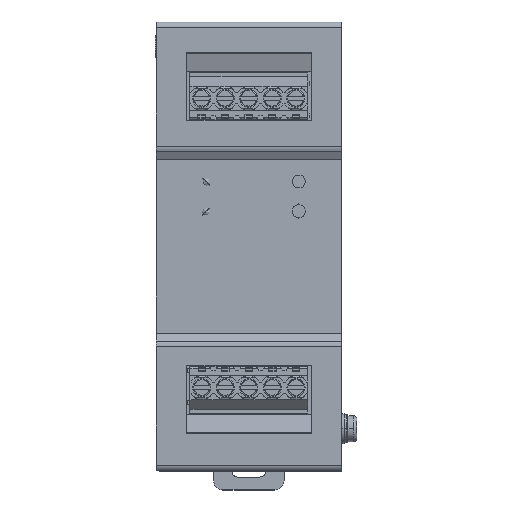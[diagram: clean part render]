
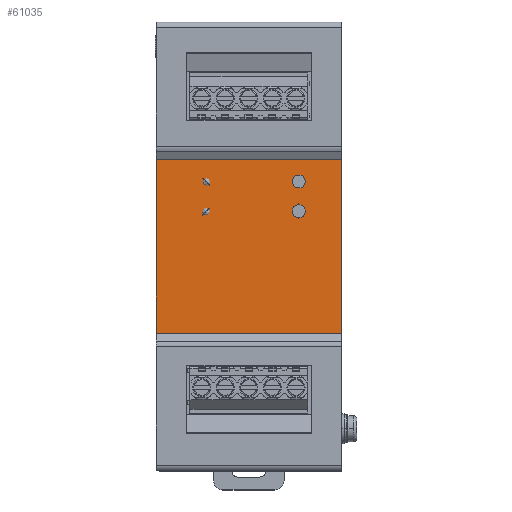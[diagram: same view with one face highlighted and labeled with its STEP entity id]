
A CAD part, top view. The second image highlights one B-rep face of the part: STEP entity #61035.
In plain terms, the highlighted face is planar.
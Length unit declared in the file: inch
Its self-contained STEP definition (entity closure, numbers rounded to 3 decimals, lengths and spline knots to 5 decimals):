
#67 = VERTEX_POINT ( 'NONE', #30355 ) ;
#1772 = CARTESIAN_POINT ( 'NONE',  ( -1.9685, -1.46063, 0.06299 ) ) ;
#6542 = VERTEX_POINT ( 'NONE', #47732 ) ;
#7736 = VERTEX_POINT ( 'NONE', #1772 ) ;
#10931 = CARTESIAN_POINT ( 'NONE',  ( -0.45276, -3.07087, 0.06299 ) ) ;
#10939 = ORIENTED_EDGE ( 'NONE', *, *, #18924, .F. ) ;
#12011 = DIRECTION ( 'NONE',  ( 0., 1., 0. ) ) ;
#12095 = DIRECTION ( 'NONE',  ( 0., 0., -1. ) ) ;
#12168 = CARTESIAN_POINT ( 'NONE',  ( -0.45276, -3.07087, 0.06299 ) ) ;
#13727 = CARTESIAN_POINT ( 'NONE',  ( 0., -1.46063, 0.06299 ) ) ;
#13831 = DIRECTION ( 'NONE',  ( 0., 0., -1. ) ) ;
#13896 = DIRECTION ( 'NONE',  ( -1., 0., 0. ) ) ;
#13915 = DIRECTION ( 'NONE',  ( 0., 1., 0. ) ) ;
#15683 = VERTEX_POINT ( 'NONE', #64045 ) ;
#18362 = DIRECTION ( 'NONE',  ( 0., 1., 0. ) ) ;
#18924 = EDGE_CURVE ( 'NONE', #15683, #60346, #69405, .T. ) ;
#19985 = EDGE_CURVE ( 'NONE', #43651, #67, #45764, .T. ) ;
#20107 = AXIS2_PLACEMENT_3D ( 'NONE', #24099, #13831, #13915 ) ;
#20237 = AXIS2_PLACEMENT_3D ( 'NONE', #10931, #26067, #18362 ) ;
#21341 = CARTESIAN_POINT ( 'NONE',  ( 0., -3.30709, 0.06299 ) ) ;
#21474 = AXIS2_PLACEMENT_3D ( 'NONE', #12168, #12095, #12011 ) ;
#24099 = CARTESIAN_POINT ( 'NONE',  ( -0.45276, -2.75591, 0.06299 ) ) ;
#26067 = DIRECTION ( 'NONE',  ( 0., 0., -1. ) ) ;
#26981 = CARTESIAN_POINT ( 'NONE',  ( -0.45276, -2.75591, 0.06299 ) ) ;
#27084 = LINE ( 'NONE', #81917, #62874 ) ;
#27144 = DIRECTION ( 'NONE',  ( 0., 0., -1. ) ) ;
#28040 = ORIENTED_EDGE ( 'NONE', *, *, #41764, .T. ) ;
#28218 = DIRECTION ( 'NONE',  ( 0., 1., 0. ) ) ;
#30355 = CARTESIAN_POINT ( 'NONE',  ( -0.45276, -3.00197, 0.06299 ) ) ;
#31375 = EDGE_CURVE ( 'NONE', #42330, #38958, #59973, .T. ) ;
#34665 = CARTESIAN_POINT ( 'NONE',  ( 0., -3.30709, 0.06299 ) ) ;
#34970 = DIRECTION ( 'NONE',  ( 0., 1., 0. ) ) ;
#35873 = EDGE_CURVE ( 'NONE', #6542, #7736, #78716, .T. ) ;
#38958 = VERTEX_POINT ( 'NONE', #13727 ) ;
#39848 = DIRECTION ( 'NONE',  ( 0., 1., 0. ) ) ;
#40789 = CARTESIAN_POINT ( 'NONE',  ( -1.9685, -3.30709, 0.06299 ) ) ;
#41478 = EDGE_CURVE ( 'NONE', #38958, #7736, #27084, .T. ) ;
#41764 = EDGE_CURVE ( 'NONE', #42330, #6542, #91029, .T. ) ;
#41876 = EDGE_CURVE ( 'NONE', #60346, #15683, #81365, .T. ) ;
#41890 = EDGE_CURVE ( 'NONE', #67, #43651, #83534, .T. ) ;
#42199 = CARTESIAN_POINT ( 'NONE',  ( -0.45276, -3.13976, 0.06299 ) ) ;
#42330 = VERTEX_POINT ( 'NONE', #52944 ) ;
#43651 = VERTEX_POINT ( 'NONE', #42199 ) ;
#45764 = CIRCLE ( 'NONE', #21474, 0.0689 ) ;
#46221 = AXIS2_PLACEMENT_3D ( 'NONE', #26981, #27144, #28218 ) ;
#47732 = CARTESIAN_POINT ( 'NONE',  ( -1.9685, -3.30709, 0.06299 ) ) ;
#48446 = EDGE_LOOP ( 'NONE', ( #87327, #10939 ) ) ;
#49225 = ORIENTED_EDGE ( 'NONE', *, *, #35873, .T. ) ;
#50685 = FACE_BOUND ( 'NONE', #74270, .T. ) ;
#51327 = FACE_OUTER_BOUND ( 'NONE', #90784, .T. ) ;
#52483 = FACE_BOUND ( 'NONE', #48446, .T. ) ;
#52919 = ORIENTED_EDGE ( 'NONE', *, *, #41890, .F. ) ;
#52944 = CARTESIAN_POINT ( 'NONE',  ( 0., -3.30709, 0.06299 ) ) ;
#52995 = CARTESIAN_POINT ( 'NONE',  ( -0.45276, -2.8248, 0.06299 ) ) ;
#56094 = AXIS2_PLACEMENT_3D ( 'NONE', #67569, #67446, #66679 ) ;
#56486 = VECTOR ( 'NONE', #13896, 39.37008 ) ;
#59973 = LINE ( 'NONE', #34665, #60396 ) ;
#60346 = VERTEX_POINT ( 'NONE', #52995 ) ;
#60396 = VECTOR ( 'NONE', #34970, 39.37008 ) ;
#61035 = ADVANCED_FACE ( 'NONE', ( #51327, #52483, #50685 ), #66859, .T. ) ;
#62874 = VECTOR ( 'NONE', #68008, 39.37008 ) ;
#64045 = CARTESIAN_POINT ( 'NONE',  ( -0.45276, -2.68701, 0.06299 ) ) ;
#66679 = DIRECTION ( 'NONE',  ( 0., 1., 0. ) ) ;
#66724 = VECTOR ( 'NONE', #39848, 39.37008 ) ;
#66859 = PLANE ( 'NONE',  #56094 ) ;
#67446 = DIRECTION ( 'NONE',  ( 0., 0., -1. ) ) ;
#67569 = CARTESIAN_POINT ( 'NONE',  ( 0., -3.30709, 0.06299 ) ) ;
#68008 = DIRECTION ( 'NONE',  ( -1., 0., 0. ) ) ;
#68694 = ORIENTED_EDGE ( 'NONE', *, *, #19985, .F. ) ;
#69405 = CIRCLE ( 'NONE', #46221, 0.0689 ) ;
#74270 = EDGE_LOOP ( 'NONE', ( #52919, #68694 ) ) ;
#76432 = ORIENTED_EDGE ( 'NONE', *, *, #31375, .F. ) ;
#78716 = LINE ( 'NONE', #40789, #66724 ) ;
#81365 = CIRCLE ( 'NONE', #20107, 0.0689 ) ;
#81917 = CARTESIAN_POINT ( 'NONE',  ( 0., -1.46063, 0.06299 ) ) ;
#83534 = CIRCLE ( 'NONE', #20237, 0.0689 ) ;
#87327 = ORIENTED_EDGE ( 'NONE', *, *, #41876, .F. ) ;
#90458 = ORIENTED_EDGE ( 'NONE', *, *, #41478, .F. ) ;
#90784 = EDGE_LOOP ( 'NONE', ( #49225, #90458, #76432, #28040 ) ) ;
#91029 = LINE ( 'NONE', #21341, #56486 ) ;
